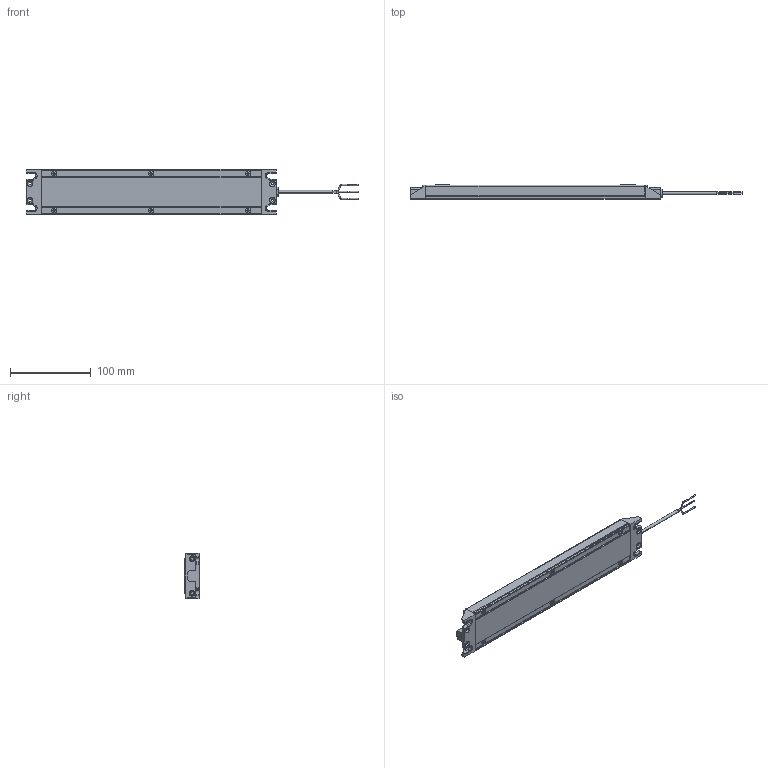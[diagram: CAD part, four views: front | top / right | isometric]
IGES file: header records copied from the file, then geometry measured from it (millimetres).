
Start section: SolidWorks IGES file using analytic representation for surfaces
Global section: file name: 1_LF3D-SB[1][2]S05M_rev0.0.IGS,15; native system: HSolidWorks 2019; preprocessor: SolidWorks 2019; author: 1003643; date: 210325.133906; units: millimetre
Bounding box: 410.88 x 18 x 55.8 mm (x, y, z)
Surface area: 57321.3 mm2 (no closed solid volume)
Topology: 0 solids, 0 shells, 531 faces, 5886 edges, 5886 vertices
Faces by surface type: bspline 267, revolution 264
